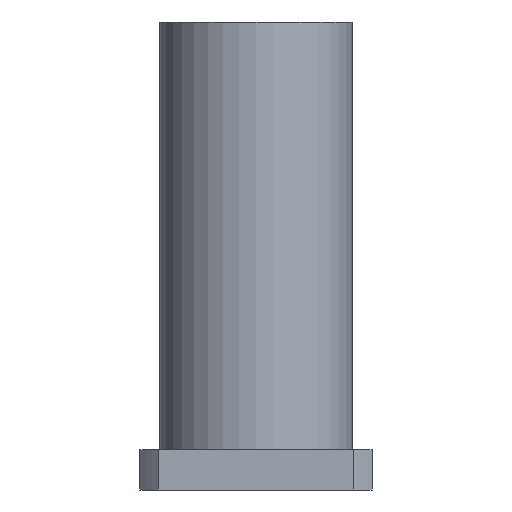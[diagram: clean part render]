
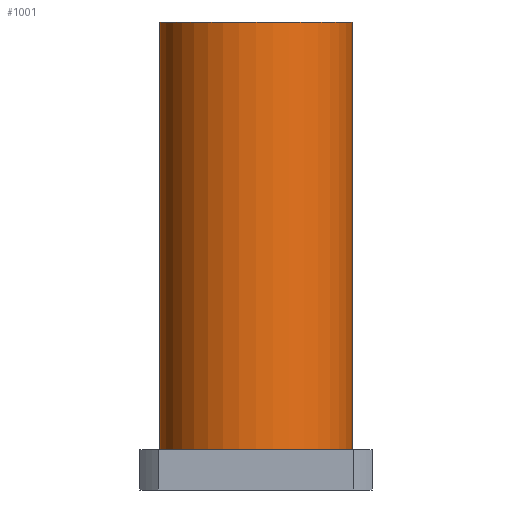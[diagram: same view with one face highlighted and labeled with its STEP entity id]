
A CAD part, front view. The second image highlights one B-rep face of the part: STEP entity #1001.
In plain terms, the highlighted cylindrical face has radius 31 mm (diameter 62 mm), a partial arc.
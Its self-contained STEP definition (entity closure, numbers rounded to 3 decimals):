
#12 = FACE_OUTER_BOUND ( 'NONE', #604, .T. ) ;
#34 = CARTESIAN_POINT ( 'NONE',  ( 31., 0., -62.5 ) ) ;
#149 = DIRECTION ( 'NONE',  ( 0., 0., 1. ) ) ;
#187 = VECTOR ( 'NONE', #149, 1000. ) ;
#200 = VERTEX_POINT ( 'NONE', #842 ) ;
#212 = VERTEX_POINT ( 'NONE', #739 ) ;
#220 = DIRECTION ( 'NONE',  ( 0., 0., 1. ) ) ;
#254 = CIRCLE ( 'NONE', #573, 31. ) ;
#297 = DIRECTION ( 'NONE',  ( 1., 0., 0. ) ) ;
#307 = LINE ( 'NONE', #34, #628 ) ;
#336 = CARTESIAN_POINT ( 'NONE',  ( -31., 0., -62.5 ) ) ;
#371 = EDGE_CURVE ( 'NONE', #200, #963, #1106, .T. ) ;
#384 = DIRECTION ( 'NONE',  ( 0., 0., 1. ) ) ;
#416 = DIRECTION ( 'NONE',  ( 0., 0., 1. ) ) ;
#435 = CARTESIAN_POINT ( 'NONE',  ( 31., 0., 75.5 ) ) ;
#482 = DIRECTION ( 'NONE',  ( 1., 0., 0. ) ) ;
#548 = CYLINDRICAL_SURFACE ( 'NONE', #822, 31. ) ;
#573 = AXIS2_PLACEMENT_3D ( 'NONE', #894, #884, #482 ) ;
#604 = EDGE_LOOP ( 'NONE', ( #777, #633, #996, #958 ) ) ;
#628 = VECTOR ( 'NONE', #416, 1000. ) ;
#633 = ORIENTED_EDGE ( 'NONE', *, *, #1020, .T. ) ;
#652 = EDGE_CURVE ( 'NONE', #963, #780, #254, .T. ) ;
#728 = CARTESIAN_POINT ( 'NONE',  ( 0., 0., -62.5 ) ) ;
#733 = EDGE_CURVE ( 'NONE', #212, #780, #307, .T. ) ;
#739 = CARTESIAN_POINT ( 'NONE',  ( 31., 0., -62.5 ) ) ;
#768 = CIRCLE ( 'NONE', #872, 31. ) ;
#777 = ORIENTED_EDGE ( 'NONE', *, *, #371, .F. ) ;
#780 = VERTEX_POINT ( 'NONE', #435 ) ;
#822 = AXIS2_PLACEMENT_3D ( 'NONE', #728, #384, #979 ) ;
#842 = CARTESIAN_POINT ( 'NONE',  ( -31., 0., -62.5 ) ) ;
#872 = AXIS2_PLACEMENT_3D ( 'NONE', #989, #220, #297 ) ;
#884 = DIRECTION ( 'NONE',  ( 0., 0., 1. ) ) ;
#894 = CARTESIAN_POINT ( 'NONE',  ( 0., 0., 75.5 ) ) ;
#958 = ORIENTED_EDGE ( 'NONE', *, *, #652, .F. ) ;
#962 = CARTESIAN_POINT ( 'NONE',  ( -31., 0., 75.5 ) ) ;
#963 = VERTEX_POINT ( 'NONE', #962 ) ;
#979 = DIRECTION ( 'NONE',  ( 1., 0., 0. ) ) ;
#989 = CARTESIAN_POINT ( 'NONE',  ( 0., 0., -62.5 ) ) ;
#996 = ORIENTED_EDGE ( 'NONE', *, *, #733, .T. ) ;
#1001 = ADVANCED_FACE ( 'NONE', ( #12 ), #548, .T. ) ;
#1020 = EDGE_CURVE ( 'NONE', #200, #212, #768, .T. ) ;
#1106 = LINE ( 'NONE', #336, #187 ) ;
